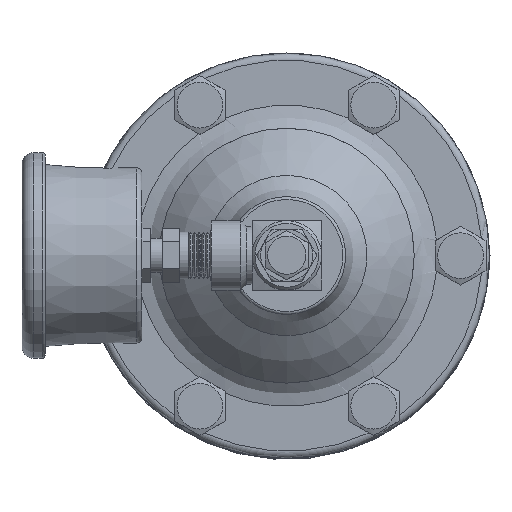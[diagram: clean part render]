
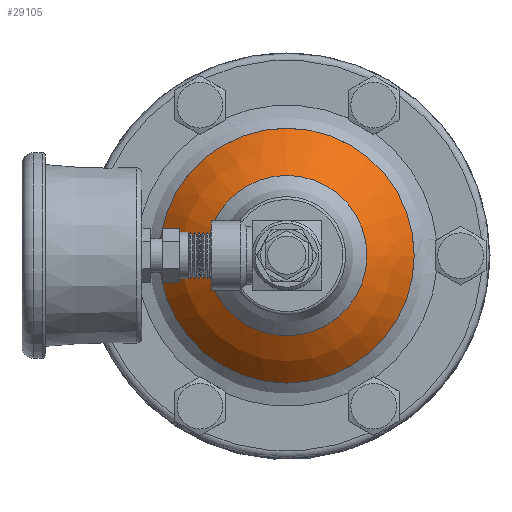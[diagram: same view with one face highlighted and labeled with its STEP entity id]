
A CAD part, top view. The second image highlights one B-rep face of the part: STEP entity #29105.
In plain terms, the highlighted spherical face has radius 35.56 mm.
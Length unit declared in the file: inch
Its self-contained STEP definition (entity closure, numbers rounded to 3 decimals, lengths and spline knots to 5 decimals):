
#24032=CARTESIAN_POINT('',(-9.74456,-16.89205,2.33852));
#24033=VERTEX_POINT('',#24032);
#24034=CARTESIAN_POINT('',(-10.84466,-16.89205,2.33852));
#24035=DIRECTION('',(0.0,0.0,1.0));
#24036=DIRECTION('',(-1.0,0.0,0.0));
#24037=AXIS2_PLACEMENT_3D('',#24034,#24035,#24036);
#24038=CIRCLE('',#24037,1.1001);
#24039=EDGE_CURVE('',#24033,#24033,#24038,.T.);
#24389=CARTESIAN_POINT('',(-11.53679,-16.89205,2.68956));
#24390=VERTEX_POINT('',#24389);
#24391=CARTESIAN_POINT('',(-10.84466,-16.89205,2.68956));
#24392=DIRECTION('',(0.0,0.0,1.0));
#24393=DIRECTION('',(-1.0,0.0,0.0));
#24394=AXIS2_PLACEMENT_3D('',#24391,#24392,#24393);
#24395=CIRCLE('',#24394,0.69213);
#24396=EDGE_CURVE('',#24390,#24390,#24395,.T.);
#29094=CARTESIAN_POINT('',(-10.84466,-16.89205,1.47262));
#29095=DIRECTION('',(0.0,0.0,1.0));
#29096=DIRECTION('',(1.0,0.0,0.0));
#29097=AXIS2_PLACEMENT_3D('',#29094,#29095,#29096);
#29098=SPHERICAL_SURFACE('',#29097,1.4);
#29099=ORIENTED_EDGE('',*,*,#24039,.T.);
#29100=EDGE_LOOP('',(#29099));
#29101=FACE_OUTER_BOUND('',#29100,.T.);
#29102=ORIENTED_EDGE('',*,*,#24396,.F.);
#29103=EDGE_LOOP('',(#29102));
#29104=FACE_BOUND('',#29103,.T.);
#29105=ADVANCED_FACE('',(#29101,#29104),#29098,.T.);
